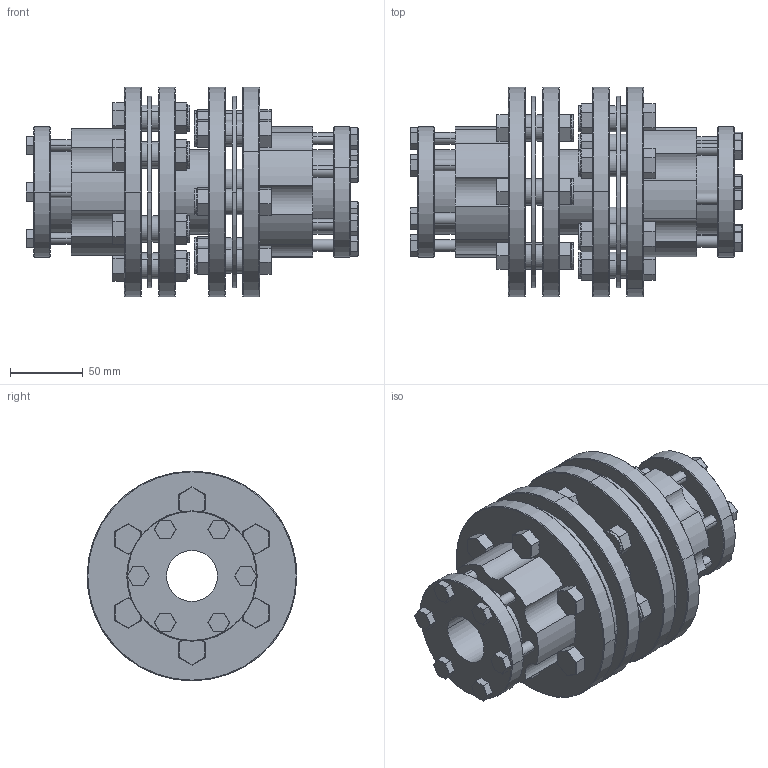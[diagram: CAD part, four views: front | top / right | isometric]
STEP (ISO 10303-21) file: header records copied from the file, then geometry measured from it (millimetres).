
FILE_DESCRIPTION (( 'STEP AP203' ), '1' );
FILE_NAME ('CL9-144_Double.step', '2011-08-10T07:34:35', ( '' ), ( '' ), 'SwSTEP 2.0', 'SolidWorks 2010', '' );
FILE_SCHEMA (( 'CONFIG_CONTROL_DESIGN' ));
Length unit declared in the file: millimetre
Products named in the file (1): CL9-144_Double
Bounding box: 228 x 144 x 144 mm (x, y, z)
Volume: 1471181.9 mm3; surface area: 290541.2 mm2
Topology: 5 solids, 5 shells, 972 faces, 2446 edges, 1372 vertices
Faces by surface type: plane 402, cylinder 294, bspline 144, torus 108, cone 24
Entity records: 40627 total; most frequent: CARTESIAN_POINT 18759, ORIENTED_EDGE 4604, DIRECTION 4432, EDGE_CURVE 2302, AXIS2_PLACEMENT_3D 1589, VERTEX_POINT 1372, LINE 1254, VECTOR 1254
